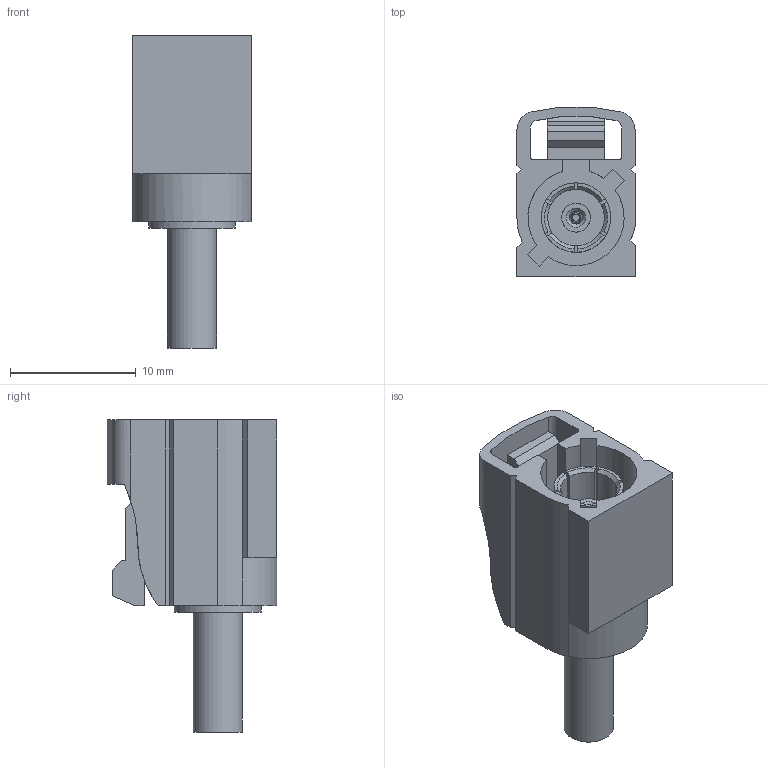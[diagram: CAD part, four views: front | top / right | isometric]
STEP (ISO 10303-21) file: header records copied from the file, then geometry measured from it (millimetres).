
FILE_DESCRIPTION (( 'STEP AP203' ), '1' );
FILE_NAME ('PE44646- ¦ FMCN1346-.step', '2019-10-30T15:34:00', ( '' ), ( '' ), 'SwSTEP 2.0', 'SolidWorks 2018', '' );
FILE_SCHEMA (( 'CONFIG_CONTROL_DESIGN' ));
Length unit declared in the file: inch
Products named in the file (1): PE44646- ｦ FMCN1346-
Bounding box: 9.4 x 13.48 x 24.81 mm (x, y, z)
Volume: 1226 mm3; surface area: 1892.1 mm2
Topology: 3 solids, 3 shells, 147 faces, 392 edges, 258 vertices
Faces by surface type: plane 97, cylinder 36, cone 12, bspline 2
Full cylindrical faces by diameter (mm): 0.508 x1, 0.55 x1, 0.812 x1, 0.885 x1, 1.016 x1, 1.022 x2, 1.2 x1, 1.7 x1, 2.286 x1, 2.7 x1, 3.25 x1, 3.9 x1, 4.497 x1, 5.513 x1, 6.883 x1
Entity records: 4963 total; most frequent: CARTESIAN_POINT 1380, ORIENTED_EDGE 718, DIRECTION 696, EDGE_CURVE 359, VERTEX_POINT 249, AXIS2_PLACEMENT_3D 243, VECTOR 210, LINE 210
